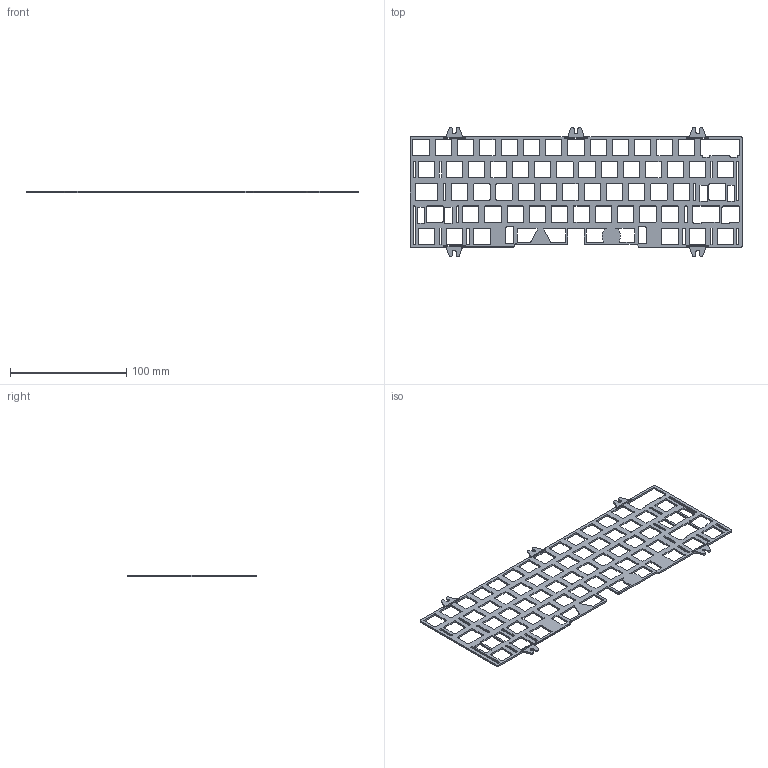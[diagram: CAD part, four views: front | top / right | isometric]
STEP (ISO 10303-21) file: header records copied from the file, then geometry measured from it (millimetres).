
FILE_DESCRIPTION(/* description */ (''),/* implementation_level */ '2;1');
FILE_NAME(/* name */ 'PLATE_ANSI_V2.step',/* time_stamp */ '2020-11-25T08:41:02+00:00',/* author */ (''),/* organization */ (''),/* preprocessor_version */ 'ST-DEVELOPER v18.1',/* originating_system */ 'Autodesk Translation Framework v9.3.0.1241',/* authorisation */ '');
FILE_SCHEMA (('AUTOMOTIVE_DESIGN { 1 0 10303 214 3 1 1 }'));
Length unit declared in the file: millimetre
Products named in the file (1): Semi-fixed ANSI Plate
Bounding box: 285.75 x 110.85 x 1.5 mm (x, y, z)
Volume: 19540.3 mm3; surface area: 34203.8 mm2
Topology: 1 solids, 1 shells, 816 faces, 2438 edges, 1624 vertices
Faces by surface type: plane 411, cylinder 401, torus 4
Entity records: 28080 total; most frequent: CARTESIAN_POINT 4927, ORIENTED_EDGE 4876, DIRECTION 4866, EDGE_CURVE 2438, LINE 1628, VECTOR 1628, VERTEX_POINT 1624, AXIS2_PLACEMENT_3D 1619
